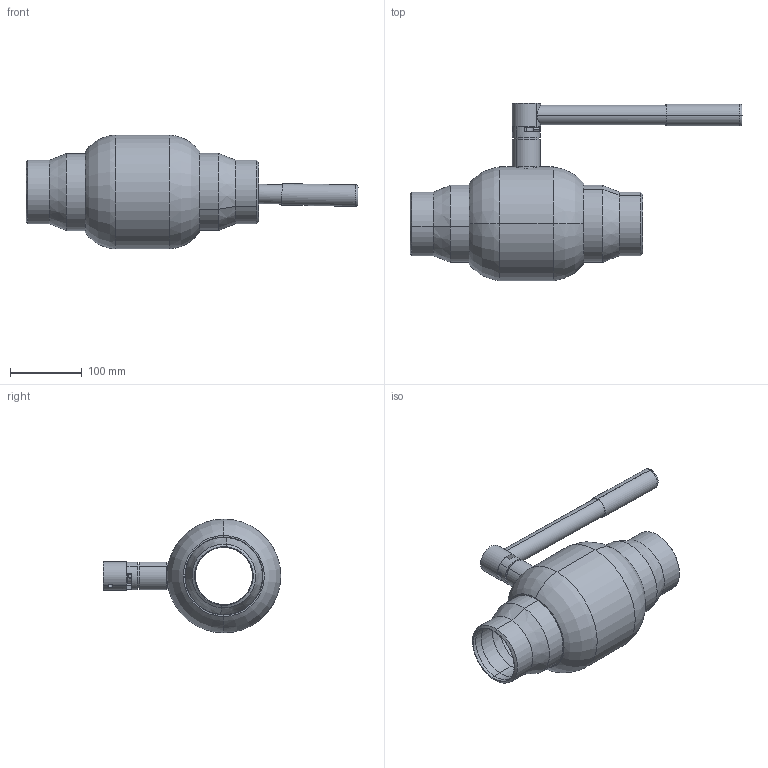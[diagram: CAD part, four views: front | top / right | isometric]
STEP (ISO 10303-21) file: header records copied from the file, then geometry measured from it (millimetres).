
FILE_DESCRIPTION (( 'STEP AP214' ), '1' );
FILE_NAME ('通径DN80焊接球阀.STEP', '2026-01-28T03:41:22', ( '' ), ( '' ), 'SwSTEP 2.0', 'SolidWorks 2022', '' );
FILE_SCHEMA (( 'AUTOMOTIVE_DESIGN' ));
Length unit declared in the file: millimetre
Products named in the file (8): 籵噤DN80爾諉⑩概; Q61F-100-17球阀把手_默认<按加工>; Q61F-100-5粣杶; 100參杶; Q61F-100-3概裝; 80籵噤諉; Q61F-100-16詩种; Q61F-100-1概极樓馱
Assembly tree (8 placements, depth 2):
  籵噤DN80爾諉⑩概
    Q61F-100-1概极樓馱
    Q61F-100-5粣杶
    80籵噤諉  x2
    Q61F-100-3概裝
    Q61F-100-16詩种
    Q61F-100-17球阀把手_默认<按加工>
    100參杶
Bounding box: 463.66 x 248 x 159 mm (x, y, z)
Volume: 948128.4 mm3; surface area: 404277.8 mm2
Topology: 9 solids, 9 shells, 173 faces, 378 edges, 232 vertices
Faces by surface type: cylinder 78, plane 55, torus 20, cone 20
Entity records: 5392 total; most frequent: CARTESIAN_POINT 1413, DIRECTION 788, ORIENTED_EDGE 656, EDGE_CURVE 328, AXIS2_PLACEMENT_3D 323, VERTEX_POINT 204, EDGE_LOOP 174, CIRCLE 164
